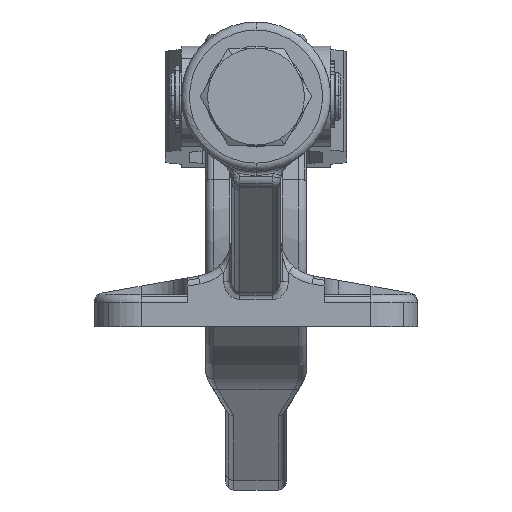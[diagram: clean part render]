
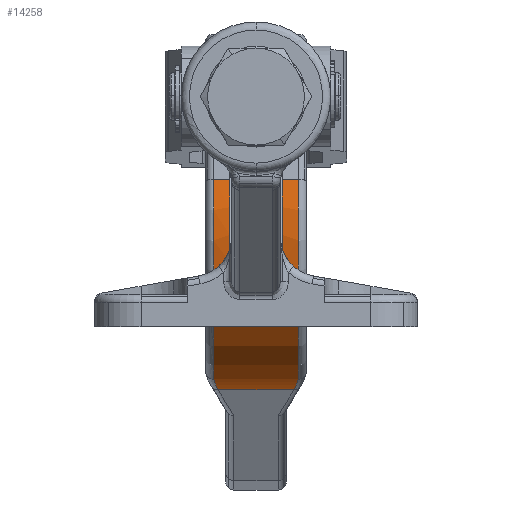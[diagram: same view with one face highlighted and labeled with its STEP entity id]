
A CAD part, left-side view. The second image highlights one B-rep face of the part: STEP entity #14258.
In plain terms, the highlighted cylindrical face has radius 45 mm (diameter 90 mm), a partial arc.
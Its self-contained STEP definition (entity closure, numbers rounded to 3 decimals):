
#4814=CARTESIAN_POINT('',(70.612,44.875,36.412));
#4815=VERTEX_POINT('',#4814);
#13861=CARTESIAN_POINT('',(70.612,23.875,36.412));
#13862=VERTEX_POINT('',#13861);
#13870=CARTESIAN_POINT('',(70.612,27.875,36.412));
#13871=VERTEX_POINT('',#13870);
#13878=CARTESIAN_POINT('',(70.612,27.875,36.412));
#13879=DIRECTION('',(0.0,-1.0,0.0));
#13880=VECTOR('',#13879,4.0);
#13881=LINE('',#13878,#13880);
#13882=EDGE_CURVE('',#13871,#13862,#13881,.T.);
#14176=CARTESIAN_POINT('',(114.87,46.875,28.273));
#14177=DIRECTION('',(0.,-1.0,0.));
#14178=DIRECTION('',(0.984,0.,-0.181));
#14179=AXIS2_PLACEMENT_3D('',#14176,#14177,#14178);
#14180=CYLINDRICAL_SURFACE('',#14179,45.0);
#14181=CARTESIAN_POINT('',(105.191,43.807,-15.674));
#14182=VERTEX_POINT('',#14181);
#14183=CARTESIAN_POINT('',(97.077,44.875,-13.06));
#14184=VERTEX_POINT('',#14183);
#14185=CARTESIAN_POINT('',(114.87,43.807,28.273));
#14186=DIRECTION('',(0.122,0.992,-0.027));
#14187=DIRECTION('',(-0.969,0.125,0.213));
#14188=AXIS2_PLACEMENT_3D('',#14185,#14186,#14187);
#14189=ELLIPSE('',#14188,45.355,45.);
#14190=EDGE_CURVE('',#14182,#14184,#14189,.T.);
#14191=ORIENTED_EDGE('',*,*,#14190,.F.);
#14192=CARTESIAN_POINT('',(105.191,24.943,-15.674));
#14193=VERTEX_POINT('',#14192);
#14194=CARTESIAN_POINT('',(105.191,43.807,-15.674));
#14195=DIRECTION('',(0.0,-1.0,0.0));
#14196=VECTOR('',#14195,18.865);
#14197=LINE('',#14194,#14196);
#14198=EDGE_CURVE('',#14182,#14193,#14197,.T.);
#14199=ORIENTED_EDGE('',*,*,#14198,.T.);
#14200=CARTESIAN_POINT('',(97.077,23.875,-13.06));
#14201=VERTEX_POINT('',#14200);
#14202=CARTESIAN_POINT('',(114.87,24.943,28.273));
#14203=DIRECTION('',(0.122,-0.992,-0.027));
#14204=DIRECTION('',(-0.969,-0.125,0.213));
#14205=AXIS2_PLACEMENT_3D('',#14202,#14203,#14204);
#14206=ELLIPSE('',#14205,45.355,45.);
#14207=EDGE_CURVE('',#14201,#14193,#14206,.T.);
#14208=ORIENTED_EDGE('',*,*,#14207,.F.);
#14209=CARTESIAN_POINT('',(114.87,23.875,28.273));
#14210=DIRECTION('',(0.,-1.0,0.));
#14211=DIRECTION('',(-0.879,0.,-0.477));
#14212=AXIS2_PLACEMENT_3D('',#14209,#14210,#14211);
#14213=CIRCLE('',#14212,45.0);
#14214=EDGE_CURVE('',#13862,#14201,#14213,.T.);
#14215=ORIENTED_EDGE('',*,*,#14214,.F.);
#14216=ORIENTED_EDGE('',*,*,#13882,.F.);
#14217=CARTESIAN_POINT('',(73.958,27.875,9.532));
#14218=VERTEX_POINT('',#14217);
#14219=CARTESIAN_POINT('',(114.87,27.875,28.273));
#14220=DIRECTION('',(0.,-1.0,0.));
#14221=DIRECTION('',(0.984,0.,-0.181));
#14222=AXIS2_PLACEMENT_3D('',#14219,#14220,#14221);
#14223=CIRCLE('',#14222,45.0);
#14224=EDGE_CURVE('',#13871,#14218,#14223,.T.);
#14225=ORIENTED_EDGE('',*,*,#14224,.T.);
#14226=CARTESIAN_POINT('',(73.958,40.875,9.532));
#14227=VERTEX_POINT('',#14226);
#14228=CARTESIAN_POINT('',(73.958,27.875,9.532));
#14229=DIRECTION('',(0.0,1.0,0.0));
#14230=VECTOR('',#14229,13.0);
#14231=LINE('',#14228,#14230);
#14232=EDGE_CURVE('',#14218,#14227,#14231,.T.);
#14233=ORIENTED_EDGE('',*,*,#14232,.T.);
#14234=CARTESIAN_POINT('',(70.612,40.875,36.412));
#14235=VERTEX_POINT('',#14234);
#14236=CARTESIAN_POINT('',(114.87,40.875,28.273));
#14237=DIRECTION('',(0.,1.0,0.));
#14238=DIRECTION('',(0.984,0.,-0.181));
#14239=AXIS2_PLACEMENT_3D('',#14236,#14237,#14238);
#14240=CIRCLE('',#14239,45.0);
#14241=EDGE_CURVE('',#14227,#14235,#14240,.T.);
#14242=ORIENTED_EDGE('',*,*,#14241,.T.);
#14243=CARTESIAN_POINT('',(70.612,44.875,36.412));
#14244=DIRECTION('',(0.0,-1.0,0.0));
#14245=VECTOR('',#14244,4.);
#14246=LINE('',#14243,#14245);
#14247=EDGE_CURVE('',#4815,#14235,#14246,.T.);
#14248=ORIENTED_EDGE('',*,*,#14247,.F.);
#14249=CARTESIAN_POINT('',(114.87,44.875,28.273));
#14250=DIRECTION('',(0.,1.,0.));
#14251=DIRECTION('',(-0.879,0.,-0.477));
#14252=AXIS2_PLACEMENT_3D('',#14249,#14250,#14251);
#14253=CIRCLE('',#14252,45.);
#14254=EDGE_CURVE('',#14184,#4815,#14253,.T.);
#14255=ORIENTED_EDGE('',*,*,#14254,.F.);
#14256=EDGE_LOOP('',(#14191,#14199,#14208,#14215,#14216,#14225,#14233,#14242,#14248,#14255));
#14257=FACE_OUTER_BOUND('',#14256,.T.);
#14258=ADVANCED_FACE('',(#14257),#14180,.T.);
